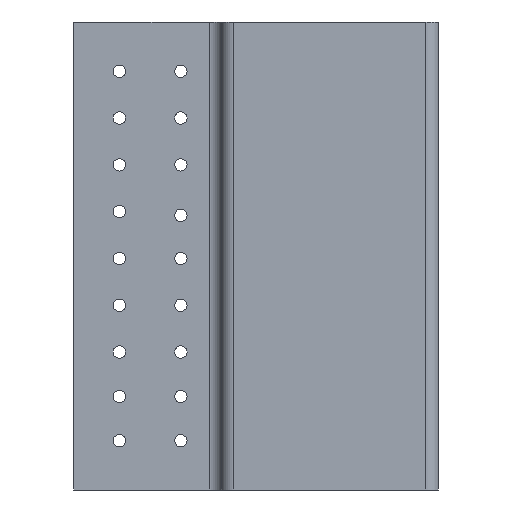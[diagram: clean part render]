
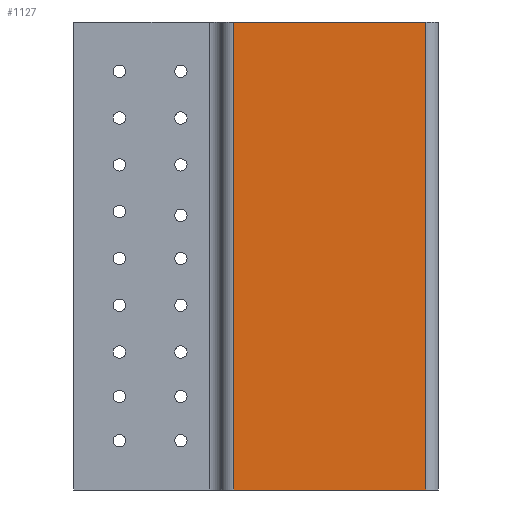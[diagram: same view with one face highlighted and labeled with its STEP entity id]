
A CAD part, left-side view. The second image highlights one B-rep face of the part: STEP entity #1127.
In plain terms, the highlighted planar face has unit normal (-1, 0, 0).
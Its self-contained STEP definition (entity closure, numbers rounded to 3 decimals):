
#175 = VERTEX_POINT ( 'NONE', #710 ) ;
#186 = LINE ( 'NONE', #368, #2348 ) ;
#190 = LINE ( 'NONE', #412, #1091 ) ;
#214 = ORIENTED_EDGE ( 'NONE', *, *, #1284, .T. ) ;
#282 = VERTEX_POINT ( 'NONE', #1664 ) ;
#321 = VECTOR ( 'NONE', #1572, 1000. ) ;
#368 = CARTESIAN_POINT ( 'NONE',  ( 0., -75.705, 14.075 ) ) ;
#388 = FACE_OUTER_BOUND ( 'NONE', #827, .T. ) ;
#412 = CARTESIAN_POINT ( 'NONE',  ( 0., -80.705, 14.075 ) ) ;
#513 = EDGE_CURVE ( 'NONE', #175, #2371, #1815, .T. ) ;
#604 = AXIS2_PLACEMENT_3D ( 'NONE', #1702, #942, #2259 ) ;
#710 = CARTESIAN_POINT ( 'NONE',  ( 0., -75.705, -175.925 ) ) ;
#738 = ORIENTED_EDGE ( 'NONE', *, *, #513, .F. ) ;
#827 = EDGE_LOOP ( 'NONE', ( #738, #1225, #2017, #214 ) ) ;
#942 = DIRECTION ( 'NONE',  ( -1., 0., 0. ) ) ;
#1000 = VECTOR ( 'NONE', #2404, 1000. ) ;
#1078 = DIRECTION ( 'NONE',  ( 0., 0., 1. ) ) ;
#1091 = VECTOR ( 'NONE', #1561, 1000. ) ;
#1127 = ADVANCED_FACE ( 'NONE', ( #388 ), #1893, .T. ) ;
#1185 = CARTESIAN_POINT ( 'NONE',  ( 0., 7.295, -175.925 ) ) ;
#1225 = ORIENTED_EDGE ( 'NONE', *, *, #1804, .T. ) ;
#1236 = CARTESIAN_POINT ( 'NONE',  ( 0., 2.295, -175.925 ) ) ;
#1284 = EDGE_CURVE ( 'NONE', #282, #2371, #1943, .T. ) ;
#1561 = DIRECTION ( 'NONE',  ( 0., -1., 0. ) ) ;
#1563 = EDGE_CURVE ( 'NONE', #282, #1959, #190, .T. ) ;
#1572 = DIRECTION ( 'NONE',  ( 0., 1., 0. ) ) ;
#1664 = CARTESIAN_POINT ( 'NONE',  ( 0., 2.295, 14.075 ) ) ;
#1702 = CARTESIAN_POINT ( 'NONE',  ( 0., 0., 0. ) ) ;
#1804 = EDGE_CURVE ( 'NONE', #175, #1959, #186, .T. ) ;
#1815 = LINE ( 'NONE', #1185, #321 ) ;
#1893 = PLANE ( 'NONE',  #604 ) ;
#1943 = LINE ( 'NONE', #1236, #1000 ) ;
#1959 = VERTEX_POINT ( 'NONE', #2443 ) ;
#2017 = ORIENTED_EDGE ( 'NONE', *, *, #1563, .F. ) ;
#2259 = DIRECTION ( 'NONE',  ( 0., 0., 1. ) ) ;
#2334 = CARTESIAN_POINT ( 'NONE',  ( 0., 2.295, -175.925 ) ) ;
#2348 = VECTOR ( 'NONE', #1078, 1000. ) ;
#2371 = VERTEX_POINT ( 'NONE', #2334 ) ;
#2404 = DIRECTION ( 'NONE',  ( 0., 0., -1. ) ) ;
#2443 = CARTESIAN_POINT ( 'NONE',  ( 0., -75.705, 14.075 ) ) ;
